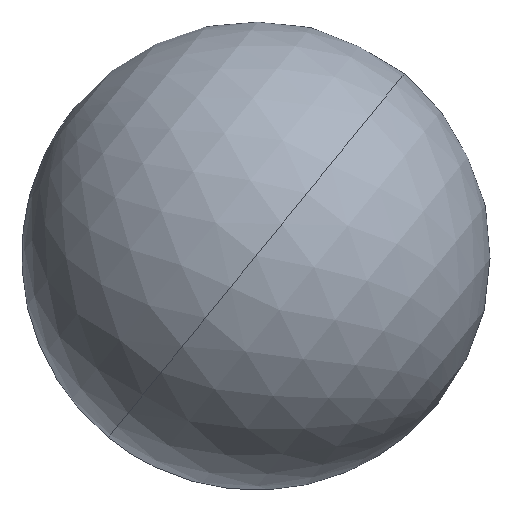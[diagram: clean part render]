
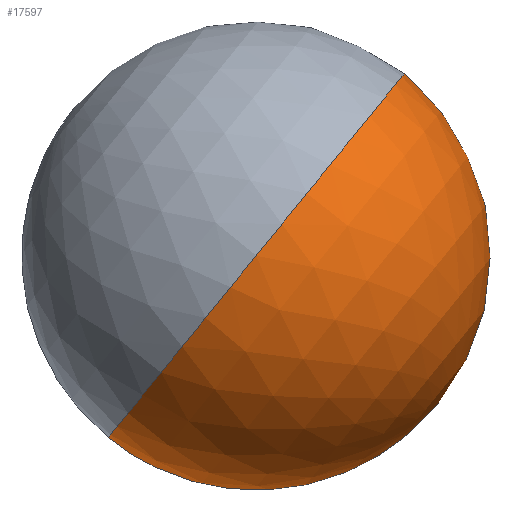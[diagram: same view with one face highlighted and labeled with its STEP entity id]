
A CAD part, front view. The second image highlights one B-rep face of the part: STEP entity #17597.
In plain terms, the highlighted spherical face has radius 75 mm.
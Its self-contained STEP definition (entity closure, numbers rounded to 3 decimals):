
#1172 = CARTESIAN_POINT ( 'NONE',  ( 23.617, -308.885, 29.022 ) ) ;
#1304 = DIRECTION ( 'NONE',  ( -0.776, 0., 0.631 ) ) ;
#2319 = DIRECTION ( 'NONE',  ( 0.631, 0., 0.776 ) ) ;
#2326 = AXIS2_PLACEMENT_3D ( 'NONE', #12848, #1304, #8054 ) ;
#3500 = CARTESIAN_POINT ( 'NONE',  ( 0., -373.885, 0. ) ) ;
#3720 = DIRECTION ( 'NONE',  ( 0.776, 0., -0.631 ) ) ;
#4393 = CIRCLE ( 'NONE', #12731, 37.417 ) ;
#4902 = CARTESIAN_POINT ( 'NONE',  ( 0., -448.885, 0. ) ) ;
#5354 = VERTEX_POINT ( 'NONE', #1172 ) ;
#5812 = AXIS2_PLACEMENT_3D ( 'NONE', #14180, #17552, #2319 ) ;
#5924 = EDGE_CURVE ( 'NONE', #13849, #10269, #12704, .T. ) ;
#6414 = FACE_OUTER_BOUND ( 'NONE', #17774, .T. ) ;
#8054 = DIRECTION ( 'NONE',  ( -0.631, 0., -0.776 ) ) ;
#8156 = SPHERICAL_SURFACE ( 'NONE', #2326, 75. ) ;
#8248 = ORIENTED_EDGE ( 'NONE', *, *, #5924, .T. ) ;
#8386 = EDGE_CURVE ( 'NONE', #5354, #10269, #4393, .T. ) ;
#8734 = DIRECTION ( 'NONE',  ( -0.631, 0., -0.776 ) ) ;
#10269 = VERTEX_POINT ( 'NONE', #21264 ) ;
#12704 = CIRCLE ( 'NONE', #19948, 75. ) ;
#12730 = ORIENTED_EDGE ( 'NONE', *, *, #16795, .F. ) ;
#12731 = AXIS2_PLACEMENT_3D ( 'NONE', #14436, #21068, #16077 ) ;
#12848 = CARTESIAN_POINT ( 'NONE',  ( 0., -373.885, 0. ) ) ;
#13849 = VERTEX_POINT ( 'NONE', #4902 ) ;
#14021 = ORIENTED_EDGE ( 'NONE', *, *, #8386, .F. ) ;
#14180 = CARTESIAN_POINT ( 'NONE',  ( 0., -373.885, 0. ) ) ;
#14436 = CARTESIAN_POINT ( 'NONE',  ( 0., -308.885, 0. ) ) ;
#16077 = DIRECTION ( 'NONE',  ( -0.776, 0., 0.631 ) ) ;
#16795 = EDGE_CURVE ( 'NONE', #13849, #5354, #21386, .T. ) ;
#17552 = DIRECTION ( 'NONE',  ( -0.776, 0., 0.631 ) ) ;
#17597 = ADVANCED_FACE ( 'NONE', ( #6414 ), #8156, .T. ) ;
#17774 = EDGE_LOOP ( 'NONE', ( #12730, #8248, #14021 ) ) ;
#19948 = AXIS2_PLACEMENT_3D ( 'NONE', #3500, #3720, #8734 ) ;
#21068 = DIRECTION ( 'NONE',  ( 0., 1., 0. ) ) ;
#21264 = CARTESIAN_POINT ( 'NONE',  ( -23.617, -308.885, -29.022 ) ) ;
#21386 = CIRCLE ( 'NONE', #5812, 75. ) ;
